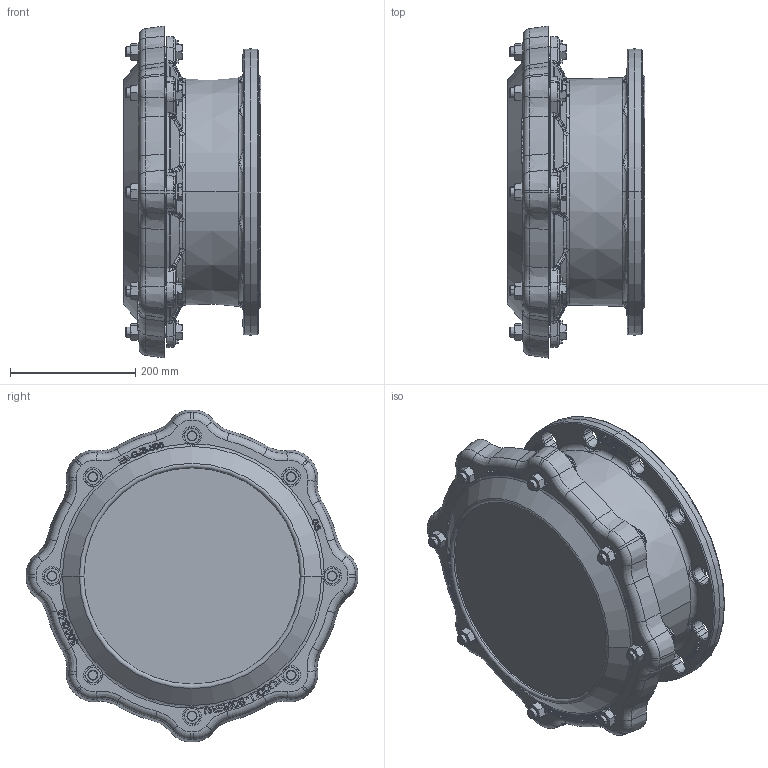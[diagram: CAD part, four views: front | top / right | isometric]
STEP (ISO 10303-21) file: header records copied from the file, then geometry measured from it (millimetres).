
FILE_DESCRIPTION (( 'STEP AP214' ), '1' );
FILE_NAME ('Junta Flange Mult GFIX DN300x300-340.STEP', '2014-10-28T14:34:14', ( '' ), ( '' ), 'SwSTEP 2.0', 'SolidWorks 2014', '' );
FILE_SCHEMA (( 'AUTOMOTIVE_DESIGN' ));
Length unit declared in the file: millimetre
Products named in the file (1): Junta Flange Mult GFIX DN300x300-340
Bounding box: 219.4 x 529.72 x 529.72 mm (x, y, z)
Volume: 26928120.5 mm3; surface area: 954577.1 mm2
Topology: 18 solids, 18 shells, 3146 faces, 7949 edges, 4909 vertices
Faces by surface type: bspline 1533, plane 588, cone 426, torus 259, cylinder 244, sphere 96
Entity records: 225190 total; most frequent: CARTESIAN_POINT 126802, ORIENTED_EDGE 15866, DIRECTION 9408, EDGE_CURVE 7933, VERTEX_POINT 4909, B_SPLINE_CURVE_WITH_KNOTS 3993, AXIS2_PLACEMENT_3D 3854, EDGE_LOOP 3310
